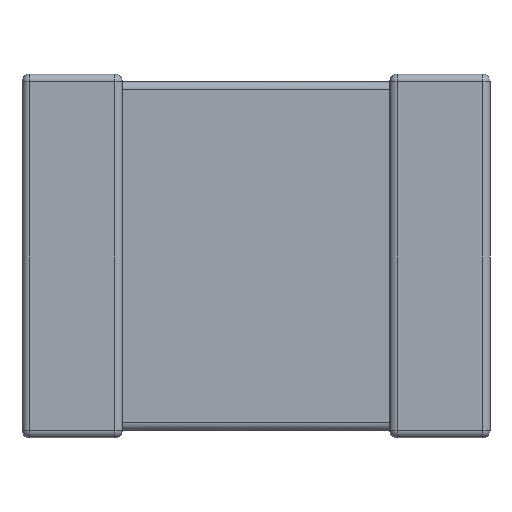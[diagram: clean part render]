
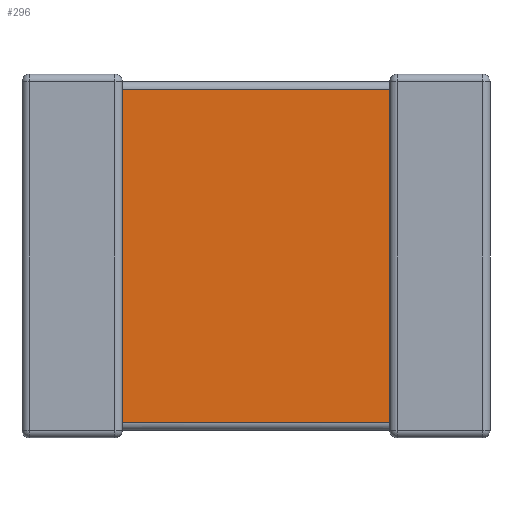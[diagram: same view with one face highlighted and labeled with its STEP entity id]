
A CAD part, front view. The second image highlights one B-rep face of the part: STEP entity #296.
In plain terms, the highlighted planar face has unit normal (0, -1, 0).
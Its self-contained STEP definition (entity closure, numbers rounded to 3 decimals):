
#6 = DIRECTION ( 'NONE',  ( 0., 0., -1. ) ) ;
#55 = CARTESIAN_POINT ( 'NONE',  ( 2.75, 0.057, -2.72 ) ) ;
#161 = ORIENTED_EDGE ( 'NONE', *, *, #4428, .F. ) ;
#296 = ADVANCED_FACE ( 'NONE', ( #640 ), #4577, .T. ) ;
#370 = DIRECTION ( 'NONE',  ( 0., -1., 0. ) ) ;
#389 = CARTESIAN_POINT ( 'NONE',  ( 0.75, 0.057, -2.72 ) ) ;
#640 = FACE_OUTER_BOUND ( 'NONE', #4177, .T. ) ;
#859 = EDGE_CURVE ( 'NONE', #2810, #2898, #919, .T. ) ;
#919 = LINE ( 'NONE', #3829, #3895 ) ;
#931 = VECTOR ( 'NONE', #2807, 1000. ) ;
#1398 = CARTESIAN_POINT ( 'NONE',  ( 0.75, 0.057, -2.72 ) ) ;
#1701 = CARTESIAN_POINT ( 'NONE',  ( 2.75, 0.057, -0.113 ) ) ;
#2316 = LINE ( 'NONE', #3765, #4093 ) ;
#2406 = VERTEX_POINT ( 'NONE', #3155 ) ;
#2596 = CARTESIAN_POINT ( 'NONE',  ( 0.75, 0.057, -2.607 ) ) ;
#2807 = DIRECTION ( 'NONE',  ( 0., 0., 1. ) ) ;
#2810 = VERTEX_POINT ( 'NONE', #2596 ) ;
#2898 = VERTEX_POINT ( 'NONE', #3368 ) ;
#3025 = VERTEX_POINT ( 'NONE', #1701 ) ;
#3155 = CARTESIAN_POINT ( 'NONE',  ( 0.75, 0.057, -0.113 ) ) ;
#3188 = ORIENTED_EDGE ( 'NONE', *, *, #859, .T. ) ;
#3239 = LINE ( 'NONE', #1398, #4575 ) ;
#3240 = EDGE_CURVE ( 'NONE', #3025, #2406, #2316, .T. ) ;
#3265 = LINE ( 'NONE', #55, #931 ) ;
#3285 = ORIENTED_EDGE ( 'NONE', *, *, #3240, .T. ) ;
#3368 = CARTESIAN_POINT ( 'NONE',  ( 2.75, 0.057, -2.607 ) ) ;
#3630 = EDGE_CURVE ( 'NONE', #2898, #3025, #3265, .T. ) ;
#3765 = CARTESIAN_POINT ( 'NONE',  ( 0.75, 0.057, -0.113 ) ) ;
#3776 = ORIENTED_EDGE ( 'NONE', *, *, #3630, .T. ) ;
#3821 = AXIS2_PLACEMENT_3D ( 'NONE', #389, #370, #6 ) ;
#3829 = CARTESIAN_POINT ( 'NONE',  ( 2.75, 0.057, -2.607 ) ) ;
#3895 = VECTOR ( 'NONE', #4520, 1000. ) ;
#3949 = DIRECTION ( 'NONE',  ( 0., 0., 1. ) ) ;
#4093 = VECTOR ( 'NONE', #4450, 1000. ) ;
#4177 = EDGE_LOOP ( 'NONE', ( #161, #3188, #3776, #3285 ) ) ;
#4428 = EDGE_CURVE ( 'NONE', #2810, #2406, #3239, .T. ) ;
#4450 = DIRECTION ( 'NONE',  ( -1., 0., 0. ) ) ;
#4520 = DIRECTION ( 'NONE',  ( 1., 0., 0. ) ) ;
#4575 = VECTOR ( 'NONE', #3949, 1000. ) ;
#4577 = PLANE ( 'NONE',  #3821 ) ;
